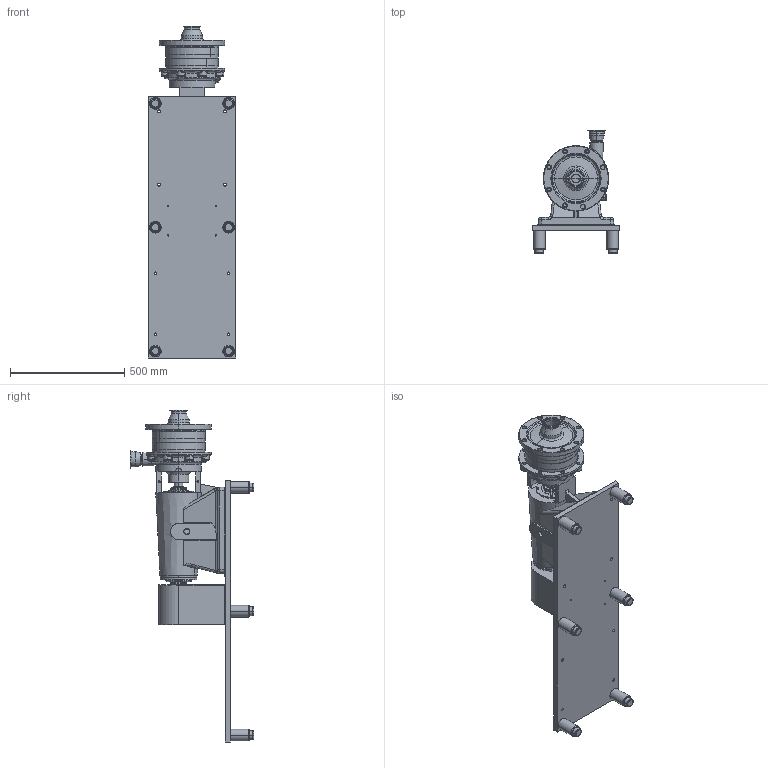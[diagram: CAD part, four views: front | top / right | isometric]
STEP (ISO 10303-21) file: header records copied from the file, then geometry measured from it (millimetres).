
FILE_DESCRIPTION (( 'STEP AP214' ), '1' );
FILE_NAME ('FM332 2.5 X 2.5 CLAMP 326TS ADJ LEGS.STEP', '2023-10-11T13:52:48', ( '' ), ( '' ), 'SwSTEP 2.0', 'SolidWorks 2023', '' );
FILE_SCHEMA (( 'AUTOMOTIVE_DESIGN' ));
Length unit declared in the file: millimetre
Products named in the file (6): 1235000035; 1713000953; 1165000029; 1713000012_large leg; 1275000304; FM332 2.5 X 2.5 CLAMP 326TS ADJ LEGS
Assembly tree (10 placements, depth 2):
  FM332 2.5 X 2.5 CLAMP 326TS ADJ LEGS
    1713000953
    1235000035
    1713000012_large leg  x6
    1165000029
    1275000304
Bounding box: 381 x 539.02 x 1451.3 mm (x, y, z)
Volume: 11636524.2 mm3; surface area: 2991336.4 mm2
Topology: 9 solids, 26 shells, 851 faces, 2194 edges, 1368 vertices
Faces by surface type: cylinder 339, plane 189, torus 137, cone 106, bspline 77, sphere 3
Entity records: 32261 total; most frequent: CARTESIAN_POINT 12494, DIRECTION 4321, ORIENTED_EDGE 3917, EDGE_CURVE 2078, AXIS2_PLACEMENT_3D 1791, VERTEX_POINT 1308, CIRCLE 1058, EDGE_LOOP 938
